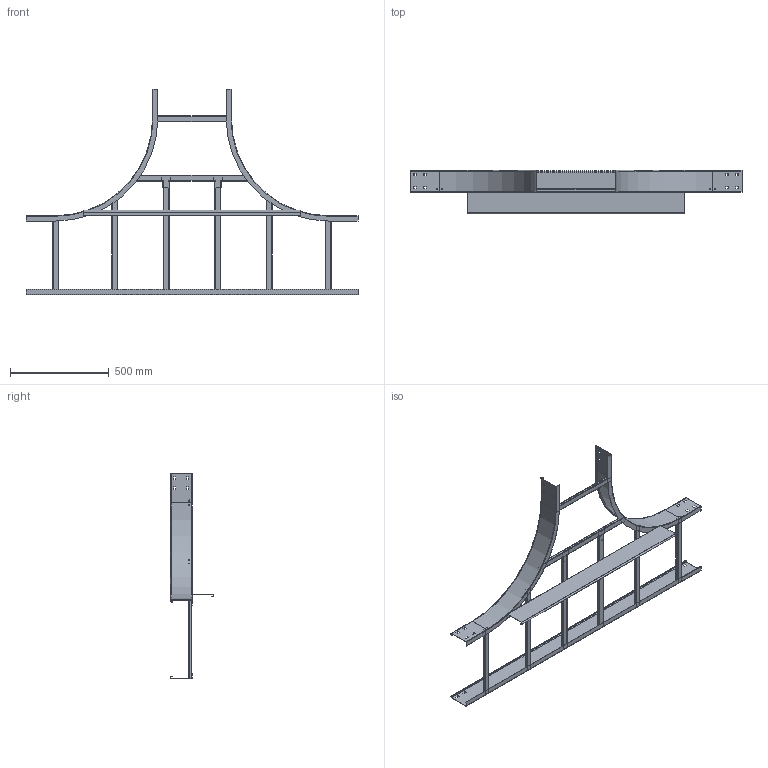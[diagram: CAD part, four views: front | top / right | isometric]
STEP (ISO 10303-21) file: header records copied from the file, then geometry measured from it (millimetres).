
FILE_DESCRIPTION((''),'2;1');
FILE_NAME('KTS_05_034-004_4-6219349_ASM','2013-01-09T',('AndreasKeweloh'),(''),'PRO/ENGINEER BY PARAMETRIC TECHNOLOGY CORPORATION, 2012230','PRO/ENGINEER BY PARAMETRIC TECHNOLOGY CORPORATION, 2012230','');
FILE_SCHEMA(('CONFIG_CONTROL_DESIGN'));
Length unit declared in the file: millimetre
Products named in the file (11): KTS_05_012-007_INNENHOLM_1-8353; KTS_05_012-007_INNENHOLM_1-8351; KTS_05_012-011_KABELLEITERHOLM_; KTS_05_012-012_KABELLEITER_-_ST; KTS_05_018-013_L___0608; KTS_05_018-027_L_572; KTS_05_018-014_L_502_RECHTS; KTS_05_018-012_L_395_; KTS_05_018-014_L_502_LINKS; KTS_05_015-002; KTS_05_034-004_4-6219349_ASM
Assembly tree (14 placements, depth 2):
  KTS_05_034-004_4-6219349_ASM
    KTS_05_012-007_INNENHOLM_1-8353
    KTS_05_012-007_INNENHOLM_1-8351
    KTS_05_012-011_KABELLEITERHOLM_
    KTS_05_012-012_KABELLEITER_-_ST
    KTS_05_018-013_L___0608
    KTS_05_018-027_L_572  x2
    KTS_05_018-014_L_502_RECHTS
    KTS_05_018-012_L_395_  x3
    KTS_05_018-014_L_502_LINKS
    KTS_05_015-002  x2
Bounding box: 1680 x 220 x 1040 mm (x, y, z)
Volume: 1471110.8 mm3; surface area: 1993960.6 mm2
Topology: 14 solids, 14 shells, 680 faces, 1612 edges, 960 vertices
Faces by surface type: plane 442, cylinder 222, torus 8, bspline 8
Entity records: 16034 total; most frequent: CARTESIAN_POINT 3049, DIRECTION 2732, ORIENTED_EDGE 2596, EDGE_CURVE 1298, VECTOR 926, LINE 926, AXIS2_PLACEMENT_3D 903, VERTEX_POINT 788
